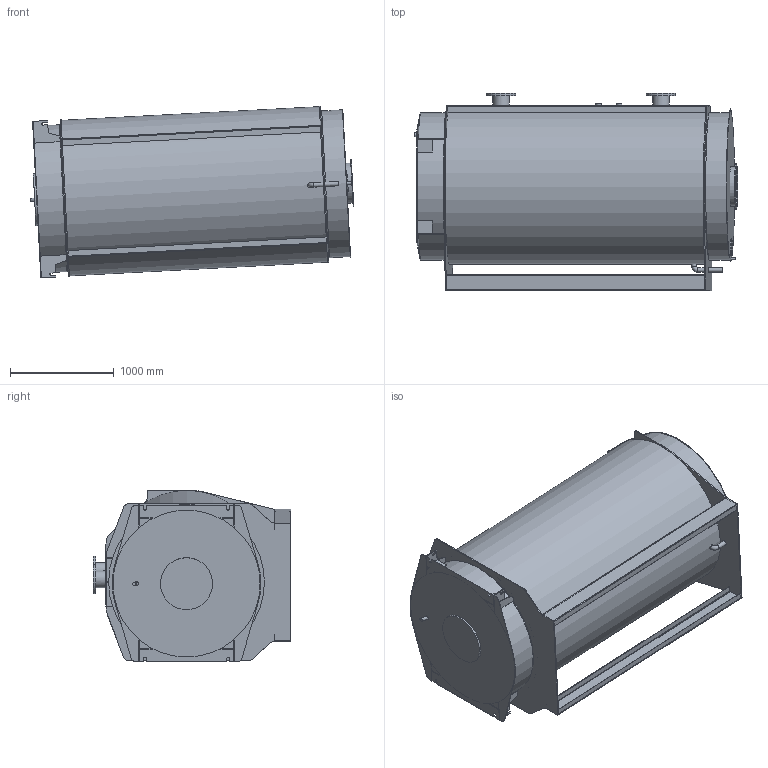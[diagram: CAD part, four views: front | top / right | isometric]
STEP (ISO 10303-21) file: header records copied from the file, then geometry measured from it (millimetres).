
FILE_DESCRIPTION(/* description */ (''),/* implementation_level */ '2;1');
FILE_NAME(/* name */ 'Сборка WL 1750.stp',/* time_stamp */ '2022-04-18T15:58:35+07:00',/* author */ ('Urchenko'),/* organization */ (''),/* preprocessor_version */ 'ST-DEVELOPER v18',/* originating_system */ 'Autodesk Inventor 2020',/* authorisation */ '');
FILE_SCHEMA (('AUTOMOTIVE_DESIGN { 1 0 10303 214 3 1 1 }'));
Length unit declared in the file: millimetre
Products named in the file (5): Сборка 1750; 1750 Корпус (изм); Дверь задняя 
1500-1750; Дверь фронтовая 
1500-1750; Фланец 1-150(А)-1
6 ГОСТ 12820-80
Assembly tree (5 placements, depth 2):
  Сборка 1750
    1750 Корпус (изм)
    Дверь задняя 
1500-1750
    Дверь фронтовая 
1500-1750
    Фланец 1-150(А)-1
6 ГОСТ 12820-80  x2
Bounding box: 3114.51 x 1905 x 1654.33 mm (x, y, z)
Volume: 5231654873.4 mm3; surface area: 34081645.9 mm2
Topology: 8 solids, 10 shells, 334 faces, 1050 edges, 705 vertices
Faces by surface type: plane 204, cylinder 125, bspline 2, cone 2, torus 1
Full cylindrical faces by diameter (mm): 22 x16, 25 x1, 26 x1, 42 x2, 50 x1, 51 x2, 152 x2, 154 x2, 159 x2, 160 x1, 280 x2, 379 x1, 385 x2, 450 x1, 500 x1, 1400 x2, 1416 x2
Entity records: 11909 total; most frequent: CARTESIAN_POINT 2607, ORIENTED_EDGE 1980, DIRECTION 1882, EDGE_CURVE 992, VERTEX_POINT 667, LINE 642, VECTOR 642, AXIS2_PLACEMENT_3D 620
